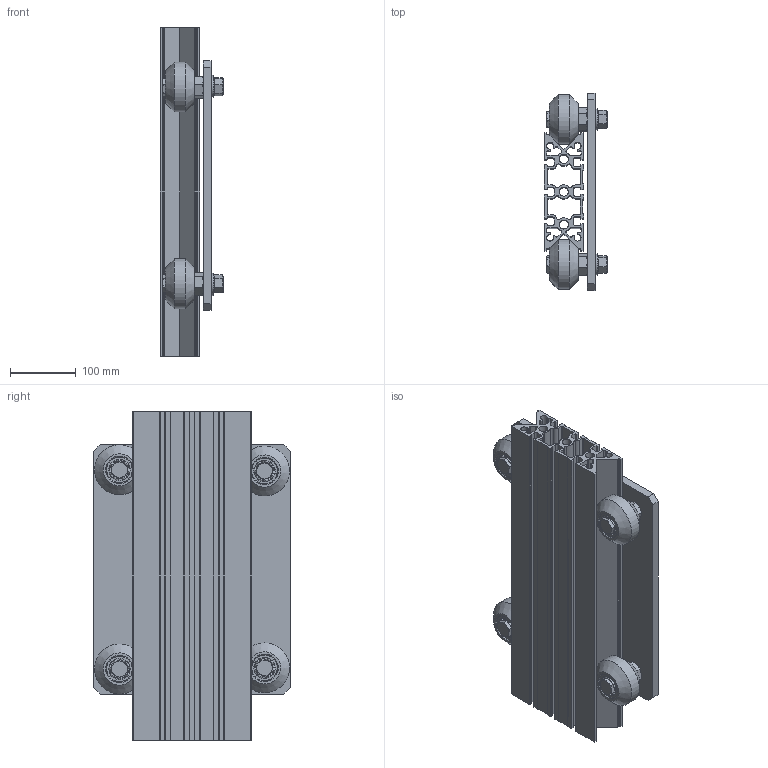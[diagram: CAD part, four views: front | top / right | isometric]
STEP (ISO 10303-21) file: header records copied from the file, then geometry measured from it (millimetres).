
FILE_DESCRIPTION(/* description */ ('GR.CARRELLO PER PROF.180X60 GUIDA 90�'),/* implementation_level */ '2;1');
FILE_NAME(/* name */ 'GCARO0000102.stp',/* time_stamp */ '2022-07-28T16:51:37+02:00',/* author */ ('tecnico2.vi'),/* organization */ (''),/* preprocessor_version */ 'ST-DEVELOPER v18.1',/* originating_system */ 'Autodesk Inventor 2022',/* authorisation */ '');
FILE_SCHEMA (('AUTOMOTIVE_DESIGN { 1 0 10303 214 3 1 1 }'));
Length unit declared in the file: millimetre
Products named in the file (14): 60CA00124-A; 3DTM0000246; 23.201.00; DBOXX0000033; GRUGD0000080; DPERO0000033 (23.203.00); 25.566.00; 25.565.00; 25.524.00; 23.206.00; GRUGD0000071; DBOXX0000032 (23.204.00); CCUSE0000058; 70PF00407-A
Assembly tree (24 placements, depth 3):
  60CA00124-A
    3DTM0000246
    23.201.00  x2
      DPERO0000033 (23.203.00)
      25.566.00
      25.565.00
      25.524.00
      23.206.00
      GRUGD0000071
      DBOXX0000033
      CCUSE0000058
    GRUGD0000080  x2
      DPERO0000033 (23.203.00)
      25.566.00
      25.565.00
      25.524.00
      23.206.00
      GRUGD0000071
      DBOXX0000032 (23.204.00)
      CCUSE0000058
    70PF00407-A
Bounding box: 97 x 300 x 500 mm (x, y, z)
Volume: 3899076 mm3; surface area: 1232596.5 mm2
Topology: 38 solids, 38 shells, 1609 faces, 4801 edges, 3188 vertices
Faces by surface type: plane 1030, cylinder 251, torus 144, cone 128, sphere 56
Full cylindrical faces by diameter (mm): 13.8 x3, 13.835 x4, 16 x8, 16.4 x4, 17 x16, 17.3 x4, 22 x4, 24 x12, 24.36 x16, 30 x4, 32 x4, 32.64 x16, 33 x4, 40 x16, 76 x4
Entity records: 21134 total; most frequent: CARTESIAN_POINT 4644, ORIENTED_EDGE 3462, DIRECTION 3384, EDGE_CURVE 1731, AXIS2_PLACEMENT_3D 1256, VERTEX_POINT 1160, LINE 872, VECTOR 872
